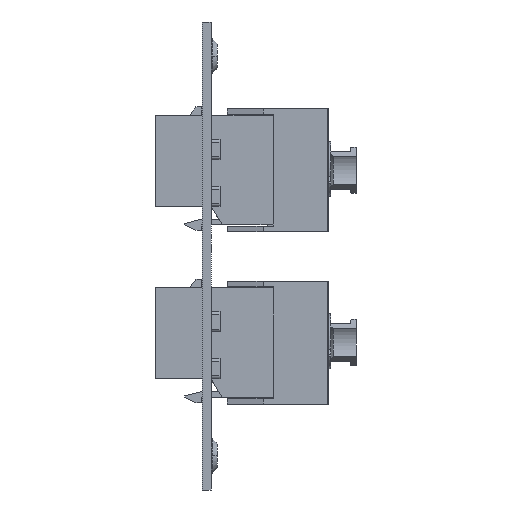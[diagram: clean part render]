
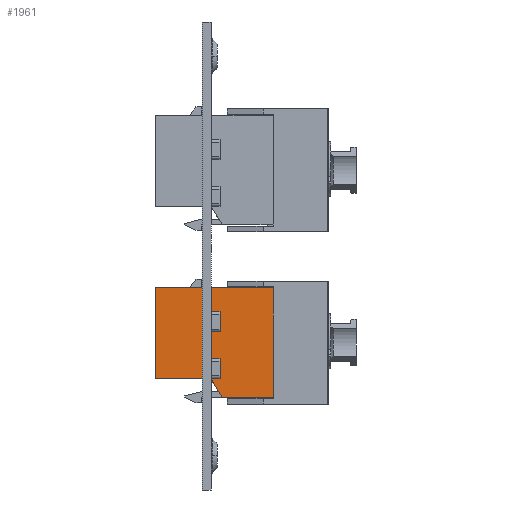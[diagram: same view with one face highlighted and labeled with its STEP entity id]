
A CAD part, left-side view. The second image highlights one B-rep face of the part: STEP entity #1961.
In plain terms, the highlighted face is planar.
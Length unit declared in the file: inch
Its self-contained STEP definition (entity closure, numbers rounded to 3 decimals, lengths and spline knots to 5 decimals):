
#245 = EDGE_LOOP ( 'NONE', ( #16758, #7201, #1218, #6306, #14991, #16887 ) ) ;
#304 = CARTESIAN_POINT ( 'NONE',  ( 0.285, 0.314, 0.445 ) ) ;
#487 = VECTOR ( 'NONE', #20008, 39.37008 ) ;
#491 = DIRECTION ( 'NONE',  ( 0., 0., 1. ) ) ;
#584 = CARTESIAN_POINT ( 'NONE',  ( 0.285, -0.01, 0.445 ) ) ;
#792 = LINE ( 'NONE', #2709, #17043 ) ;
#1218 = ORIENTED_EDGE ( 'NONE', *, *, #6034, .T. ) ;
#1318 = VECTOR ( 'NONE', #4092, 39.37008 ) ;
#1416 = VERTEX_POINT ( 'NONE', #12712 ) ;
#1515 = LINE ( 'NONE', #3486, #487 ) ;
#1789 = DIRECTION ( 'NONE',  ( 0., 1., 0. ) ) ;
#1961 = ADVANCED_FACE ( 'NONE', ( #12519, #21125, #20607 ), #5951, .F. ) ;
#2029 = VERTEX_POINT ( 'NONE', #16885 ) ;
#2085 = CARTESIAN_POINT ( 'NONE',  ( 0.285, 0.442, 0.722 ) ) ;
#2258 = EDGE_CURVE ( 'NONE', #8779, #7578, #2927, .T. ) ;
#2315 = CARTESIAN_POINT ( 'NONE',  ( 0.285, 0.314, 0.382 ) ) ;
#2342 = VECTOR ( 'NONE', #7759, 39.37008 ) ;
#2620 = CARTESIAN_POINT ( 'NONE',  ( 0.285, 0.314, 0.385 ) ) ;
#2650 = ORIENTED_EDGE ( 'NONE', *, *, #17190, .F. ) ;
#2709 = CARTESIAN_POINT ( 'NONE',  ( 0.285, -0.149, 0.385 ) ) ;
#2718 = CARTESIAN_POINT ( 'NONE',  ( 0.285, -0.01, 0.385 ) ) ;
#2927 = LINE ( 'NONE', #2718, #17854 ) ;
#3144 = VERTEX_POINT ( 'NONE', #21501 ) ;
#3217 = EDGE_CURVE ( 'NONE', #17944, #1416, #14283, .T. ) ;
#3486 = CARTESIAN_POINT ( 'NONE',  ( 0.285, 0.314, 0.382 ) ) ;
#3651 = EDGE_CURVE ( 'NONE', #15083, #12865, #8644, .T. ) ;
#3718 = EDGE_CURVE ( 'NONE', #2029, #15083, #7056, .T. ) ;
#3814 = ORIENTED_EDGE ( 'NONE', *, *, #3217, .F. ) ;
#4092 = DIRECTION ( 'NONE',  ( 0., 1., 0. ) ) ;
#4398 = CARTESIAN_POINT ( 'NONE',  ( 0.285, -0.149, 0.385 ) ) ;
#4414 = DIRECTION ( 'NONE',  ( 0., 1., 0. ) ) ;
#5263 = DIRECTION ( 'NONE',  ( 0., 0., -1. ) ) ;
#5417 = ORIENTED_EDGE ( 'NONE', *, *, #10281, .F. ) ;
#5922 = VERTEX_POINT ( 'NONE', #21050 ) ;
#5951 = PLANE ( 'NONE',  #20098 ) ;
#6034 = EDGE_CURVE ( 'NONE', #10590, #17067, #1515, .T. ) ;
#6078 = CARTESIAN_POINT ( 'NONE',  ( 0.285, -0.314, 0. ) ) ;
#6277 = LINE ( 'NONE', #2085, #18016 ) ;
#6305 = LINE ( 'NONE', #14413, #2342 ) ;
#6306 = ORIENTED_EDGE ( 'NONE', *, *, #12158, .T. ) ;
#6572 = ORIENTED_EDGE ( 'NONE', *, *, #11499, .F. ) ;
#7056 = LINE ( 'NONE', #8436, #13612 ) ;
#7201 = ORIENTED_EDGE ( 'NONE', *, *, #17086, .F. ) ;
#7578 = VERTEX_POINT ( 'NONE', #8596 ) ;
#7659 = CARTESIAN_POINT ( 'NONE',  ( 0.285, 0.314, 0.382 ) ) ;
#7759 = DIRECTION ( 'NONE',  ( 0., 0., -1. ) ) ;
#8141 = VECTOR ( 'NONE', #1789, 39.37008 ) ;
#8242 = ORIENTED_EDGE ( 'NONE', *, *, #17656, .F. ) ;
#8436 = CARTESIAN_POINT ( 'NONE',  ( 0.285, -0.314, 0.382 ) ) ;
#8596 = CARTESIAN_POINT ( 'NONE',  ( 0.285, -0.01, 0.385 ) ) ;
#8644 = LINE ( 'NONE', #11801, #19098 ) ;
#8779 = VERTEX_POINT ( 'NONE', #4398 ) ;
#8875 = EDGE_CURVE ( 'NONE', #15198, #8779, #792, .T. ) ;
#9449 = LINE ( 'NONE', #2620, #1318 ) ;
#10109 = CARTESIAN_POINT ( 'NONE',  ( 0.285, 0.314, 0.445 ) ) ;
#10133 = CARTESIAN_POINT ( 'NONE',  ( 0.285, 0.442, 0.868 ) ) ;
#10281 = EDGE_CURVE ( 'NONE', #3144, #17944, #17669, .T. ) ;
#10305 = VECTOR ( 'NONE', #13593, 39.37008 ) ;
#10590 = VERTEX_POINT ( 'NONE', #17820 ) ;
#10709 = LINE ( 'NONE', #10133, #8141 ) ;
#10955 = DIRECTION ( 'NONE',  ( -1., 0., 0. ) ) ;
#10973 = VERTEX_POINT ( 'NONE', #20667 ) ;
#11007 = EDGE_LOOP ( 'NONE', ( #2650, #8242, #3814, #5417 ) ) ;
#11499 = EDGE_CURVE ( 'NONE', #10973, #15198, #18312, .T. ) ;
#11587 = VECTOR ( 'NONE', #12497, 39.37008 ) ;
#11627 = ORIENTED_EDGE ( 'NONE', *, *, #8875, .F. ) ;
#11801 = CARTESIAN_POINT ( 'NONE',  ( 0.285, 0.314, 0. ) ) ;
#12158 = EDGE_CURVE ( 'NONE', #17067, #18061, #6277, .T. ) ;
#12252 = DIRECTION ( 'NONE',  ( 0., -1., 0. ) ) ;
#12497 = DIRECTION ( 'NONE',  ( 0., 0., 1. ) ) ;
#12519 = FACE_BOUND ( 'NONE', #11007, .T. ) ;
#12712 = CARTESIAN_POINT ( 'NONE',  ( 0.285, 0.175, 0.445 ) ) ;
#12865 = VERTEX_POINT ( 'NONE', #17900 ) ;
#13593 = DIRECTION ( 'NONE',  ( 0., -1., 0. ) ) ;
#13612 = VECTOR ( 'NONE', #5263, 39.37008 ) ;
#13712 = ORIENTED_EDGE ( 'NONE', *, *, #16508, .F. ) ;
#13922 = VECTOR ( 'NONE', #12252, 39.37008 ) ;
#14283 = LINE ( 'NONE', #304, #10305 ) ;
#14369 = CARTESIAN_POINT ( 'NONE',  ( 0.285, 0.442, 0.462 ) ) ;
#14413 = CARTESIAN_POINT ( 'NONE',  ( 0.285, 0.175, 0.385 ) ) ;
#14531 = DIRECTION ( 'NONE',  ( 0., 0., -1. ) ) ;
#14725 = VECTOR ( 'NONE', #15818, 39.37008 ) ;
#14991 = ORIENTED_EDGE ( 'NONE', *, *, #17529, .F. ) ;
#15083 = VERTEX_POINT ( 'NONE', #6078 ) ;
#15198 = VERTEX_POINT ( 'NONE', #17885 ) ;
#15727 = CARTESIAN_POINT ( 'NONE',  ( 0.285, -0.01, 0.385 ) ) ;
#15818 = DIRECTION ( 'NONE',  ( 0., 0., -1. ) ) ;
#16508 = EDGE_CURVE ( 'NONE', #7578, #10973, #17862, .T. ) ;
#16758 = ORIENTED_EDGE ( 'NONE', *, *, #3651, .T. ) ;
#16885 = CARTESIAN_POINT ( 'NONE',  ( 0.285, -0.314, 0.868 ) ) ;
#16887 = ORIENTED_EDGE ( 'NONE', *, *, #3718, .T. ) ;
#17043 = VECTOR ( 'NONE', #14531, 39.37008 ) ;
#17067 = VERTEX_POINT ( 'NONE', #14369 ) ;
#17086 = EDGE_CURVE ( 'NONE', #10590, #12865, #17313, .T. ) ;
#17190 = EDGE_CURVE ( 'NONE', #5922, #3144, #9449, .T. ) ;
#17313 = LINE ( 'NONE', #2315, #14725 ) ;
#17529 = EDGE_CURVE ( 'NONE', #2029, #18061, #10709, .T. ) ;
#17628 = CARTESIAN_POINT ( 'NONE',  ( 0.285, 0.314, 0.385 ) ) ;
#17656 = EDGE_CURVE ( 'NONE', #1416, #5922, #6305, .T. ) ;
#17669 = LINE ( 'NONE', #17628, #18152 ) ;
#17820 = CARTESIAN_POINT ( 'NONE',  ( 0.285, 0.314, 0.382 ) ) ;
#17854 = VECTOR ( 'NONE', #4414, 39.37008 ) ;
#17858 = EDGE_LOOP ( 'NONE', ( #19554, #11627, #6572, #13712 ) ) ;
#17862 = LINE ( 'NONE', #15727, #11587 ) ;
#17885 = CARTESIAN_POINT ( 'NONE',  ( 0.285, -0.149, 0.445 ) ) ;
#17900 = CARTESIAN_POINT ( 'NONE',  ( 0.285, 0.314, 0. ) ) ;
#17944 = VERTEX_POINT ( 'NONE', #10109 ) ;
#18016 = VECTOR ( 'NONE', #491, 39.37008 ) ;
#18061 = VERTEX_POINT ( 'NONE', #18536 ) ;
#18152 = VECTOR ( 'NONE', #19376, 39.37008 ) ;
#18166 = DIRECTION ( 'NONE',  ( 0., -1., 0. ) ) ;
#18312 = LINE ( 'NONE', #584, #13922 ) ;
#18439 = DIRECTION ( 'NONE',  ( 0., 1., 0. ) ) ;
#18536 = CARTESIAN_POINT ( 'NONE',  ( 0.285, 0.442, 0.868 ) ) ;
#19098 = VECTOR ( 'NONE', #18439, 39.37008 ) ;
#19376 = DIRECTION ( 'NONE',  ( 0., 0., 1. ) ) ;
#19554 = ORIENTED_EDGE ( 'NONE', *, *, #2258, .F. ) ;
#20008 = DIRECTION ( 'NONE',  ( 0., 0.848, 0.53 ) ) ;
#20098 = AXIS2_PLACEMENT_3D ( 'NONE', #7659, #10955, #18166 ) ;
#20607 = FACE_BOUND ( 'NONE', #17858, .T. ) ;
#20667 = CARTESIAN_POINT ( 'NONE',  ( 0.285, -0.01, 0.445 ) ) ;
#21050 = CARTESIAN_POINT ( 'NONE',  ( 0.285, 0.175, 0.385 ) ) ;
#21125 = FACE_OUTER_BOUND ( 'NONE', #245, .T. ) ;
#21501 = CARTESIAN_POINT ( 'NONE',  ( 0.285, 0.314, 0.385 ) ) ;
